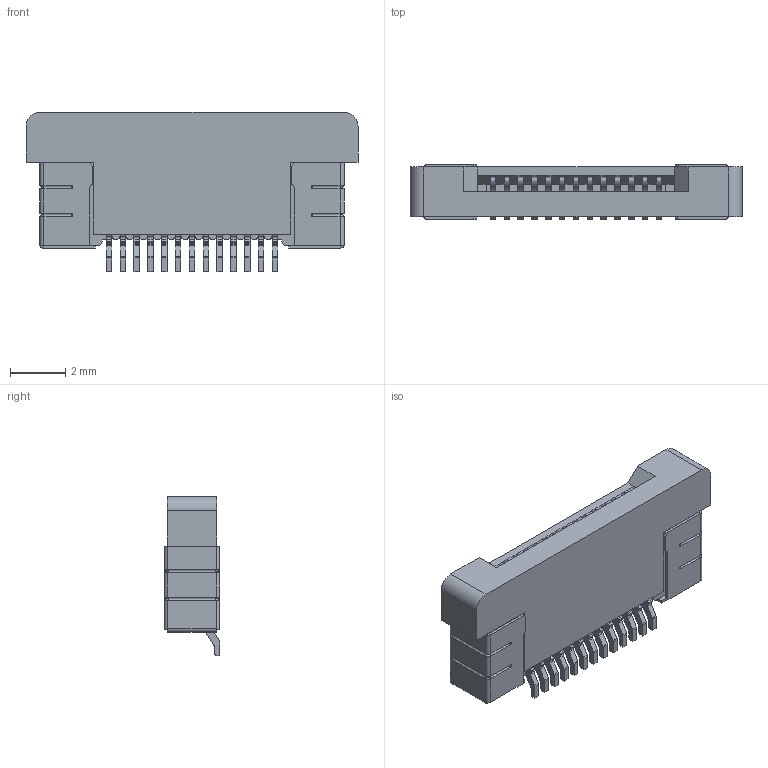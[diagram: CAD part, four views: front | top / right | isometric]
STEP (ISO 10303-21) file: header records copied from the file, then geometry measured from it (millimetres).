
FILE_DESCRIPTION (( 'STEP AP214' ), '1' );
FILE_NAME ('FFC05001-15SBA124W5M-REF.STEP', '2025-11-28T02:02:20', ( '' ), ( '' ), 'SwSTEP 2.0', 'SolidWorks 2021', '' );
FILE_SCHEMA (( 'AUTOMOTIVE_DESIGN' ));
Length unit declared in the file: millimetre
Products named in the file (1): FFC05001-15SBA124W5M-REF
Bounding box: 12 x 2 x 5.75 mm (x, y, z)
Volume: 80 mm3; surface area: 386.8 mm2
Topology: 1 solids, 1 shells, 1064 faces, 3176 edges, 2050 vertices
Faces by surface type: plane 638, cylinder 389, torus 16, bspline 13, sphere 8
Entity records: 36172 total; most frequent: CARTESIAN_POINT 7090, ORIENTED_EDGE 6320, DIRECTION 6002, EDGE_CURVE 3160, LINE 2206, VECTOR 2206, VERTEX_POINT 2042, AXIS2_PLACEMENT_3D 1898
